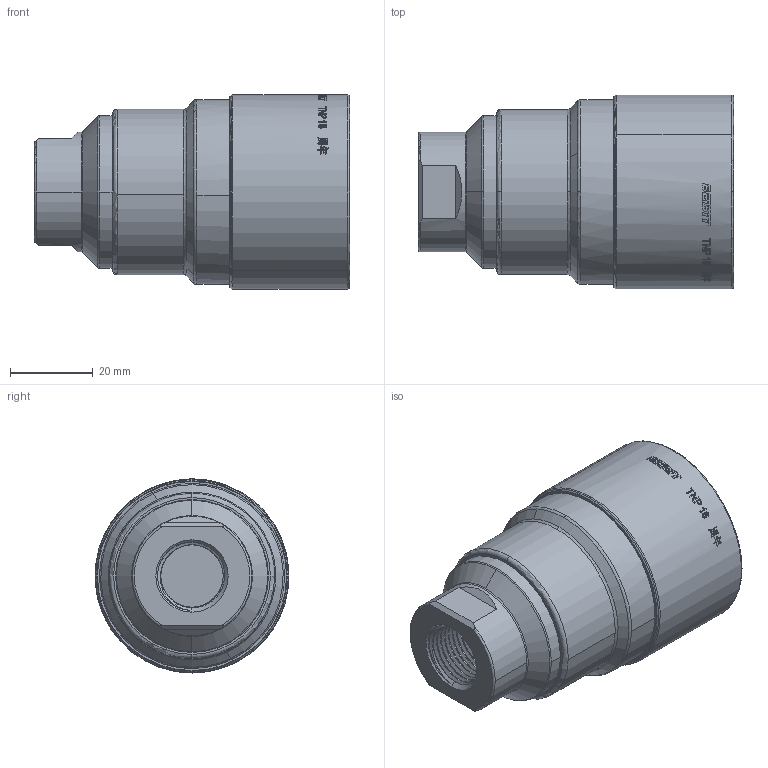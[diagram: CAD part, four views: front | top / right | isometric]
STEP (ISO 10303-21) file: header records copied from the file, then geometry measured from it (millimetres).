
FILE_DESCRIPTION (( 'STEP AP203' ), '1' );
FILE_NAME ('TNP 16 G38F-NW杅耀芞.STEP', '2025-01-20T10:32:09', ( 'Windows 蚚誧' ), ( '' ), 'SwSTEP 2.0', 'SolidWorks 2023', '' );
FILE_SCHEMA (( 'CONFIG_CONTROL_DESIGN' ));
Length unit declared in the file: millimetre
Products named in the file (1): TNP 16 G38F-NW数模图
Bounding box: 76.3 x 46.91 x 47 mm (x, y, z)
Volume: 92980.1 mm3; surface area: 15191.2 mm2
Topology: 1 solids, 1 shells, 365 faces, 991 edges, 660 vertices
Faces by surface type: plane 176, cylinder 90, bspline 58, torus 28, cone 13
Entity records: 17479 total; most frequent: CARTESIAN_POINT 9140, ORIENTED_EDGE 1982, DIRECTION 1354, EDGE_CURVE 991, VERTEX_POINT 660, AXIS2_PLACEMENT_3D 506, EDGE_LOOP 397, ADVANCED_FACE 365
